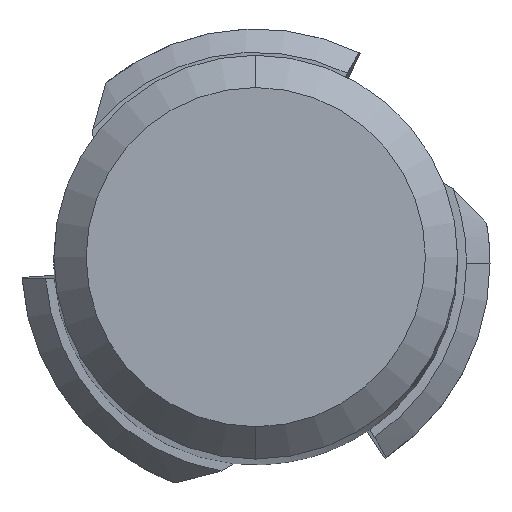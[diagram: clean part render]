
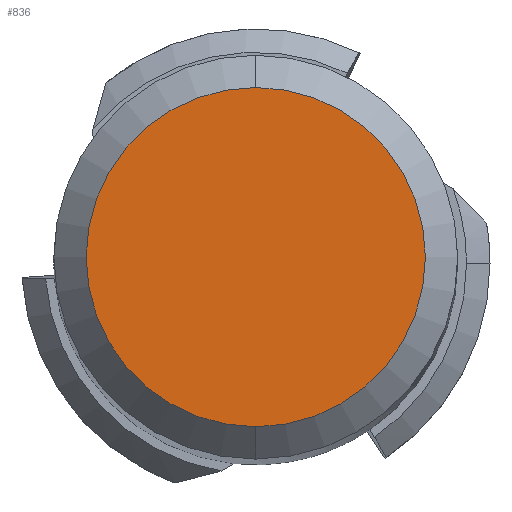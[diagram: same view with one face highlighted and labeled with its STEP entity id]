
A CAD part, top view. The second image highlights one B-rep face of the part: STEP entity #836.
In plain terms, the highlighted planar face has unit normal (0, 0, 1).
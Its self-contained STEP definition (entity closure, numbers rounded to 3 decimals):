
#784=EDGE_CURVE('',#862,#822,#1677,.T.);
#822=VERTEX_POINT('',#1716);
#836=ADVANCED_FACE('',(#1733),#1734,.T.);
#862=VERTEX_POINT('',#1761);
#1160=EDGE_CURVE('',#822,#862,#2090,.T.);
#1677=CIRCLE('',#2963,2.1);
#1716=CARTESIAN_POINT('',(0.,-2.1,0.0));
#1733=FACE_OUTER_BOUND('',#3082,.T.);
#1734=PLANE('',#3083);
#1761=CARTESIAN_POINT('',(0.0,2.1,0.0));
#2090=CIRCLE('',#3861,2.1);
#2963=AXIS2_PLACEMENT_3D('',#4641,#4642,#4643);
#3082=EDGE_LOOP('',(#4703,#4704));
#3083=AXIS2_PLACEMENT_3D('',#4705,#4706,#4707);
#3861=AXIS2_PLACEMENT_3D('',#5127,#5128,#5129);
#4641=CARTESIAN_POINT('',(0.0,0.0,0.0));
#4642=DIRECTION('',(0.0,0.0,-1.0));
#4643=DIRECTION('',(0.0,1.0,0.0));
#4703=ORIENTED_EDGE('',*,*,#784,.F.);
#4704=ORIENTED_EDGE('',*,*,#1160,.F.);
#4705=CARTESIAN_POINT('',(0.0,1.05,0.0));
#4706=DIRECTION('',(-0.0,0.0,1.0));
#4707=DIRECTION('',(0.0,-1.0,0.0));
#5127=CARTESIAN_POINT('',(0.0,0.0,0.0));
#5128=DIRECTION('',(0.0,0.0,-1.0));
#5129=DIRECTION('',(0.0,1.0,0.0));
